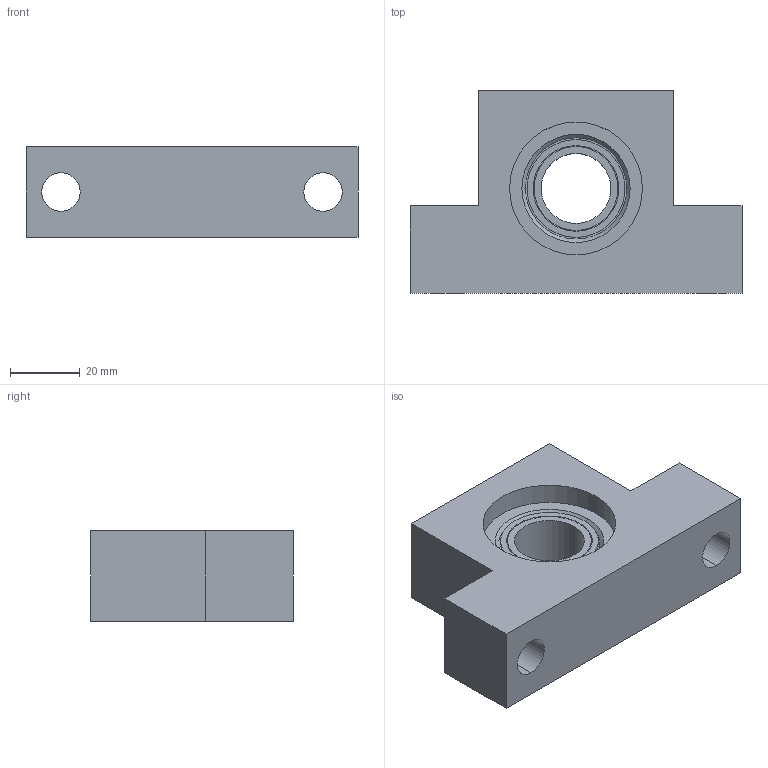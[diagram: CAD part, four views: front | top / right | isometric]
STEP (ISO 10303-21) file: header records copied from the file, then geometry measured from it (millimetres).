
FILE_DESCRIPTION (( 'STEP AP214' ), '1' );
FILE_NAME ('B630 Îïîðà õîäîâîãî âèíòà EF-20.STEP', '2026-02-08T11:48:06', ( '' ), ( '' ), 'SwSTEP 2.0', 'SolidWorks 2026', '' );
FILE_SCHEMA (( 'AUTOMOTIVE_DESIGN' ));
Length unit declared in the file: millimetre
Products named in the file (1): B630 Опора ходового винта EF-20
Bounding box: 95 x 58 x 26 mm (x, y, z)
Volume: 86779.8 mm3; surface area: 20297.1 mm2
Topology: 1 solids, 1 shells, 46 faces, 102 edges, 68 vertices
Faces by surface type: cylinder 22, plane 20, cone 4
Entity records: 1333 total; most frequent: DIRECTION 248, CARTESIAN_POINT 217, ORIENTED_EDGE 204, EDGE_CURVE 102, AXIS2_PLACEMENT_3D 99, VERTEX_POINT 68, EDGE_LOOP 62, CIRCLE 52
